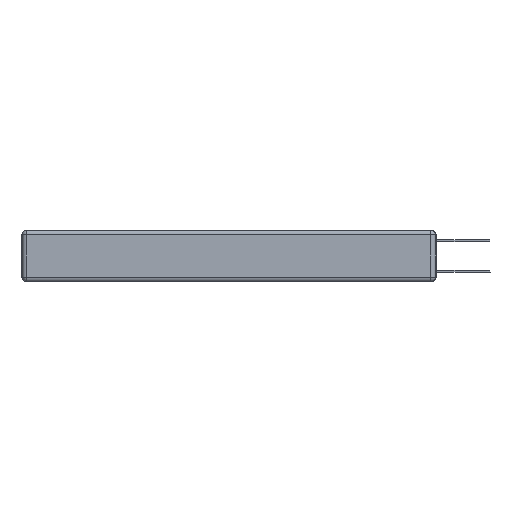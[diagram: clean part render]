
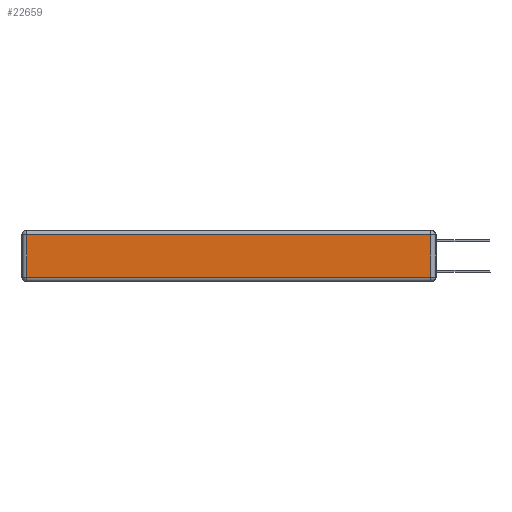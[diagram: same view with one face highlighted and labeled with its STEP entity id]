
A CAD part, left-side view. The second image highlights one B-rep face of the part: STEP entity #22659.
In plain terms, the highlighted planar face has unit normal (-1, 0, 0).
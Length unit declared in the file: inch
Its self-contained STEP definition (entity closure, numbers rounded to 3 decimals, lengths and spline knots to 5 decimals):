
#1134 = EDGE_CURVE ( 'NONE', #13854, #8338, #8925, .T. ) ;
#2493 = VECTOR ( 'NONE', #15316, 39.37008 ) ;
#3326 = DIRECTION ( 'NONE',  ( 0., 1., 0. ) ) ;
#3393 = AXIS2_PLACEMENT_3D ( 'NONE', #22969, #9364, #5100 ) ;
#4906 = EDGE_CURVE ( 'NONE', #11996, #23869, #24299, .T. ) ;
#5100 = DIRECTION ( 'NONE',  ( 0., 0., 1. ) ) ;
#6928 = CARTESIAN_POINT ( 'NONE',  ( 0., 2.72, -0.343 ) ) ;
#7186 = DIRECTION ( 'NONE',  ( 0., 0., -1. ) ) ;
#7230 = FACE_OUTER_BOUND ( 'NONE', #22813, .T. ) ;
#8338 = VERTEX_POINT ( 'NONE', #23371 ) ;
#8925 = LINE ( 'NONE', #6928, #9508 ) ;
#9128 = EDGE_CURVE ( 'NONE', #8338, #11996, #17465, .T. ) ;
#9364 = DIRECTION ( 'NONE',  ( -1., 0., 0. ) ) ;
#9508 = VECTOR ( 'NONE', #7186, 39.37008 ) ;
#10635 = CARTESIAN_POINT ( 'NONE',  ( 0., 2.72, -0.03 ) ) ;
#11351 = PLANE ( 'NONE',  #3393 ) ;
#11996 = VERTEX_POINT ( 'NONE', #18667 ) ;
#13629 = CARTESIAN_POINT ( 'NONE',  ( 0., 0.03, -0.343 ) ) ;
#13854 = VERTEX_POINT ( 'NONE', #10635 ) ;
#15292 = EDGE_CURVE ( 'NONE', #23869, #13854, #17432, .T. ) ;
#15316 = DIRECTION ( 'NONE',  ( 0., -1., 0. ) ) ;
#17432 = LINE ( 'NONE', #21831, #24411 ) ;
#17465 = LINE ( 'NONE', #25984, #2493 ) ;
#18592 = ORIENTED_EDGE ( 'NONE', *, *, #1134, .T. ) ;
#18667 = CARTESIAN_POINT ( 'NONE',  ( 0., 0.03, -0.313 ) ) ;
#20028 = DIRECTION ( 'NONE',  ( 0., 0., 1. ) ) ;
#20824 = CARTESIAN_POINT ( 'NONE',  ( 0., 0.03, -0.03 ) ) ;
#21169 = ORIENTED_EDGE ( 'NONE', *, *, #15292, .T. ) ;
#21831 = CARTESIAN_POINT ( 'NONE',  ( 0., 2.75, -0.03 ) ) ;
#22659 = ADVANCED_FACE ( 'NONE', ( #7230 ), #11351, .T. ) ;
#22813 = EDGE_LOOP ( 'NONE', ( #25068, #23761, #21169, #18592 ) ) ;
#22969 = CARTESIAN_POINT ( 'NONE',  ( 0., 0., -0.343 ) ) ;
#23371 = CARTESIAN_POINT ( 'NONE',  ( 0., 2.72, -0.313 ) ) ;
#23761 = ORIENTED_EDGE ( 'NONE', *, *, #4906, .T. ) ;
#23869 = VERTEX_POINT ( 'NONE', #20824 ) ;
#24299 = LINE ( 'NONE', #13629, #25593 ) ;
#24411 = VECTOR ( 'NONE', #3326, 39.37008 ) ;
#25068 = ORIENTED_EDGE ( 'NONE', *, *, #9128, .T. ) ;
#25593 = VECTOR ( 'NONE', #20028, 39.37008 ) ;
#25984 = CARTESIAN_POINT ( 'NONE',  ( 0., 0., -0.313 ) ) ;
